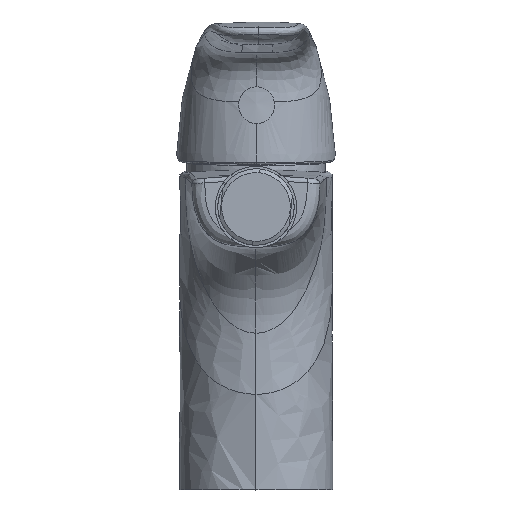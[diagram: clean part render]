
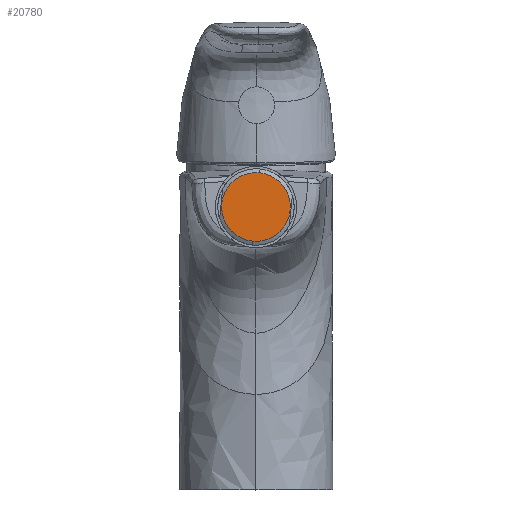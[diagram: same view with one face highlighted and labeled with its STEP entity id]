
A CAD part, top view. The second image highlights one B-rep face of the part: STEP entity #20780.
In plain terms, the highlighted planar face has unit normal (0, 0, 1).
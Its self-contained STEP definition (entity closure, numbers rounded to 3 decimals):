
#710 = CARTESIAN_POINT ( 'NONE',  ( 0., 88.686, 105.868 ) ) ;
#1024 = AXIS2_PLACEMENT_3D ( 'NONE', #9228, #22315, #11110 ) ;
#2579 = DIRECTION ( 'NONE',  ( 0.098, 0.995, 0. ) ) ;
#3235 = EDGE_CURVE ( 'NONE', #23129, #6166, #18988, .T. ) ;
#6166 = VERTEX_POINT ( 'NONE', #19524 ) ;
#8142 = CARTESIAN_POINT ( 'NONE',  ( 10.748, 87.627, 105.868 ) ) ;
#8482 = ORIENTED_EDGE ( 'NONE', *, *, #3235, .F. ) ;
#9228 = CARTESIAN_POINT ( 'NONE',  ( 0., 88.686, 105.868 ) ) ;
#10025 = DIRECTION ( 'NONE',  ( -0.098, -0.995, 0. ) ) ;
#11110 = DIRECTION ( 'NONE',  ( 0.098, 0.995, 0. ) ) ;
#11398 = AXIS2_PLACEMENT_3D ( 'NONE', #8142, #21227, #10025 ) ;
#11824 = PLANE ( 'NONE',  #11398 ) ;
#13778 = DIRECTION ( 'NONE',  ( 0., 0., -1. ) ) ;
#15180 = CARTESIAN_POINT ( 'NONE',  ( -1.059, 77.938, 105.868 ) ) ;
#16726 = EDGE_CURVE ( 'NONE', #6166, #23129, #16883, .T. ) ;
#16883 = CIRCLE ( 'NONE', #1024, 10.8 ) ;
#17031 = AXIS2_PLACEMENT_3D ( 'NONE', #710, #13778, #2579 ) ;
#18988 = CIRCLE ( 'NONE', #17031, 10.8 ) ;
#19524 = CARTESIAN_POINT ( 'NONE',  ( 1.059, 99.433, 105.868 ) ) ;
#20385 = FACE_OUTER_BOUND ( 'NONE', #21650, .T. ) ;
#20780 = ADVANCED_FACE ( 'NONE', ( #20385 ), #11824, .T. ) ;
#21227 = DIRECTION ( 'NONE',  ( 0., 0., 1. ) ) ;
#21650 = EDGE_LOOP ( 'NONE', ( #23456, #8482 ) ) ;
#22315 = DIRECTION ( 'NONE',  ( 0., 0., -1. ) ) ;
#23129 = VERTEX_POINT ( 'NONE', #15180 ) ;
#23456 = ORIENTED_EDGE ( 'NONE', *, *, #16726, .F. ) ;
